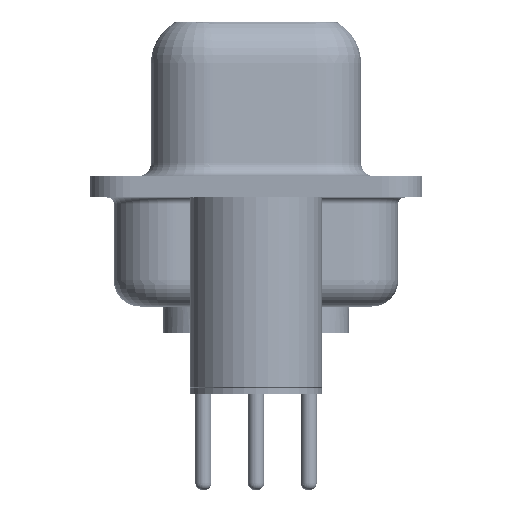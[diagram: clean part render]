
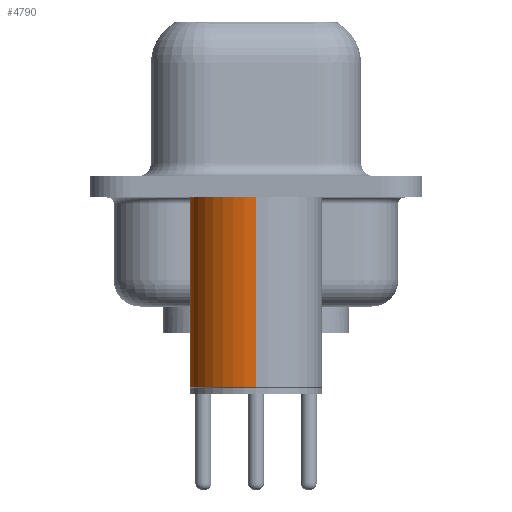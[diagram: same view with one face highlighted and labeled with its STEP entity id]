
A CAD part, left-side view. The second image highlights one B-rep face of the part: STEP entity #4790.
In plain terms, the highlighted cylindrical face has radius 2.5 mm (diameter 5 mm), a partial arc.
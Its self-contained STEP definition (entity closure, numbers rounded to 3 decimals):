
#155 = EDGE_CURVE ( 'NONE', #23560, #2324, #37775, .T. ) ;
#291 = DIRECTION ( 'NONE',  ( 0., 0., 1. ) ) ;
#2121 = DIRECTION ( 'NONE',  ( 1., 0., 0. ) ) ;
#2324 = VERTEX_POINT ( 'NONE', #3802 ) ;
#2399 = EDGE_CURVE ( 'NONE', #2324, #28605, #37577, .T. ) ;
#2701 = CARTESIAN_POINT ( 'NONE',  ( 0., 0., -0.4 ) ) ;
#3802 = CARTESIAN_POINT ( 'NONE',  ( 2.5, 0., -0.4 ) ) ;
#3970 = CYLINDRICAL_SURFACE ( 'NONE', #32672, 2.5 ) ;
#4281 = CARTESIAN_POINT ( 'NONE',  ( 0., 0., -7.525 ) ) ;
#4312 = CARTESIAN_POINT ( 'NONE',  ( 2.5, 0., -7.525 ) ) ;
#4425 = AXIS2_PLACEMENT_3D ( 'NONE', #4281, #7553, #2121 ) ;
#4790 = ADVANCED_FACE ( 'NONE', ( #33320 ), #3970, .T. ) ;
#4918 = CARTESIAN_POINT ( 'NONE',  ( -2.5, 0., -7.525 ) ) ;
#5920 = AXIS2_PLACEMENT_3D ( 'NONE', #2701, #32026, #12542 ) ;
#7307 = ORIENTED_EDGE ( 'NONE', *, *, #2399, .F. ) ;
#7553 = DIRECTION ( 'NONE',  ( 0., 0., 1. ) ) ;
#7843 = ORIENTED_EDGE ( 'NONE', *, *, #10702, .T. ) ;
#8219 = EDGE_LOOP ( 'NONE', ( #7843, #34316, #7307, #12998 ) ) ;
#8404 = VECTOR ( 'NONE', #22610, 1000. ) ;
#10702 = EDGE_CURVE ( 'NONE', #23560, #26102, #13105, .T. ) ;
#10938 = CARTESIAN_POINT ( 'NONE',  ( 2.5, 0., 0.581 ) ) ;
#12542 = DIRECTION ( 'NONE',  ( 1., 0., 0. ) ) ;
#12998 = ORIENTED_EDGE ( 'NONE', *, *, #155, .F. ) ;
#13105 = CIRCLE ( 'NONE', #4425, 2.5 ) ;
#15646 = DIRECTION ( 'NONE',  ( 1., 0., 0. ) ) ;
#22610 = DIRECTION ( 'NONE',  ( 0., 0., 1. ) ) ;
#23560 = VERTEX_POINT ( 'NONE', #4312 ) ;
#25413 = EDGE_CURVE ( 'NONE', #26102, #28605, #30229, .T. ) ;
#25931 = VECTOR ( 'NONE', #36283, 1000. ) ;
#26102 = VERTEX_POINT ( 'NONE', #4918 ) ;
#27451 = CARTESIAN_POINT ( 'NONE',  ( 0., 0., 0.581 ) ) ;
#27485 = CARTESIAN_POINT ( 'NONE',  ( -2.5, 0., 0.581 ) ) ;
#28605 = VERTEX_POINT ( 'NONE', #29679 ) ;
#29679 = CARTESIAN_POINT ( 'NONE',  ( -2.5, 0., -0.4 ) ) ;
#30229 = LINE ( 'NONE', #27485, #25931 ) ;
#32026 = DIRECTION ( 'NONE',  ( 0., 0., 1. ) ) ;
#32672 = AXIS2_PLACEMENT_3D ( 'NONE', #27451, #291, #15646 ) ;
#33320 = FACE_OUTER_BOUND ( 'NONE', #8219, .T. ) ;
#34316 = ORIENTED_EDGE ( 'NONE', *, *, #25413, .T. ) ;
#36283 = DIRECTION ( 'NONE',  ( 0., 0., 1. ) ) ;
#37577 = CIRCLE ( 'NONE', #5920, 2.5 ) ;
#37775 = LINE ( 'NONE', #10938, #8404 ) ;
